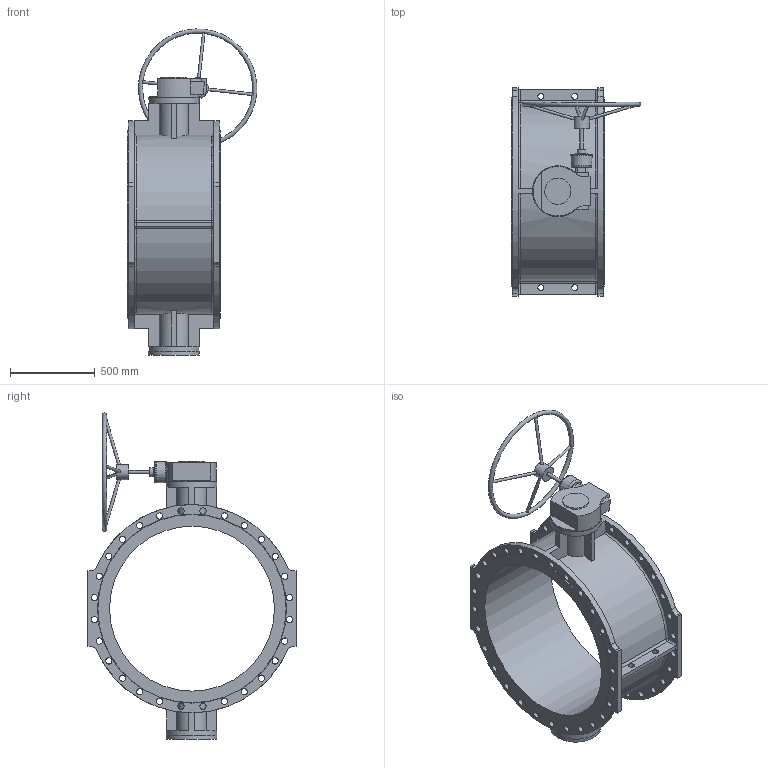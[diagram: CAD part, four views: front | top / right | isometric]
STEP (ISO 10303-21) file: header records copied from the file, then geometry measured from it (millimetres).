
FILE_DESCRIPTION (( 'STEP AP203' ), '1' );
FILE_NAME ('O_756_1_DN1000_0XXXXXX_AA0.step', '2018-04-13T05:50:26', ( 'Windows User' ), ( 'AVK' ), 'SwSTEP 2.0', 'SolidWorks 2012', '' );
FILE_SCHEMA (( 'CONFIG_CONTROL_DESIGN' ));
Length unit declared in the file: millimetre
Products named in the file (1): O_756_1_DN1000_0XXXXXX_AA0
Bounding box: 764.48 x 1230 x 1925.65 mm (x, y, z)
Volume: 126026885.8 mm3; surface area: 6453060.2 mm2
Topology: 1 solids, 1 shells, 321 faces, 942 edges, 635 vertices
Faces by surface type: cylinder 130, plane 112, bspline 54, torus 14, sphere 8, cone 3
Full cylindrical faces by diameter (mm): 16 x4, 20 x1, 35 x4, 37 x56, 51.44 x1, 90 x1, 154 x1, 293 x1, 300 x3, 974 x1, 1112 x2
Entity records: 12760 total; most frequent: CARTESIAN_POINT 5002, ORIENTED_EDGE 1580, DIRECTION 1385, EDGE_CURVE 790, VERTEX_POINT 568, AXIS2_PLACEMENT_3D 554, EDGE_LOOP 546, FACE_OUTER_BOUND 400
